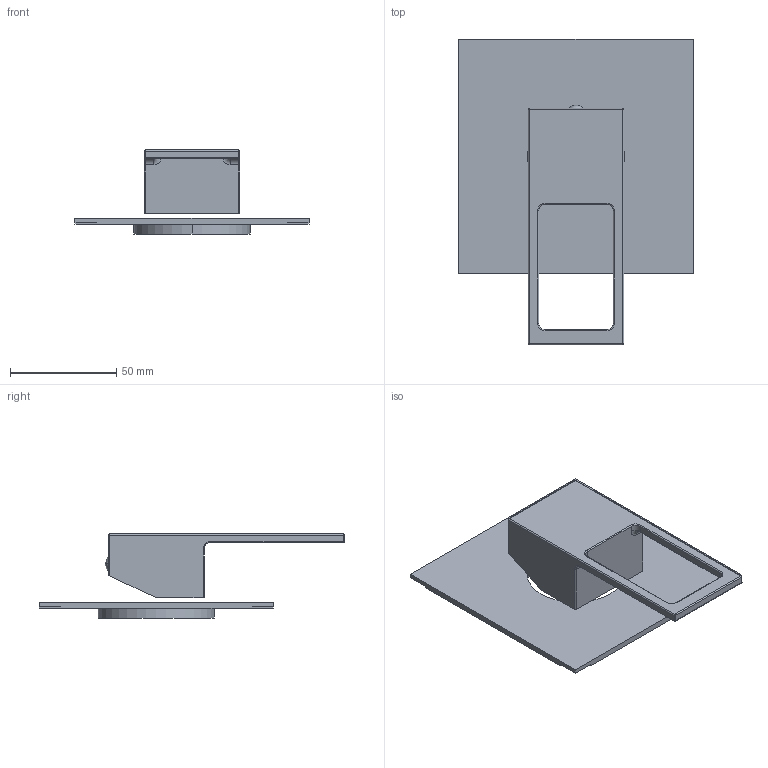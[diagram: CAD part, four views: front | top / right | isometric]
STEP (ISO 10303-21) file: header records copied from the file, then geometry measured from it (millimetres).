
FILE_DESCRIPTION((''),'2;1');
FILE_NAME('EF010CR-MEST','2021-11-04T09:32:37',('ut3'),('PAFFONI SpA'),'CREO PARAMETRIC BY PTC INC, 2020044','CREO PARAMETRIC BY PTC INC, 2020044','');
FILE_SCHEMA(('CONFIG_CONTROL_DESIGN','SHAPE_APPEARANCE_LAYERS_GROUPS'));
Length unit declared in the file: millimetre
Products named in the file (1): EF010CR-MEST
Bounding box: 110 x 143.5 x 39.5 mm (x, y, z)
Volume: 43642.6 mm3; surface area: 43072.7 mm2
Topology: 2 solids, 2 shells, 169 faces, 402 edges, 245 vertices
Faces by surface type: plane 82, cylinder 57, torus 12, cone 10, sphere 8
Entity records: 6165 total; most frequent: CARTESIAN_POINT 972, DIRECTION 846, ORIENTED_EDGE 800, EDGE_CURVE 400, AXIS2_PLACEMENT_3D 298, VECTOR 250, LINE 250, VERTEX_POINT 245
